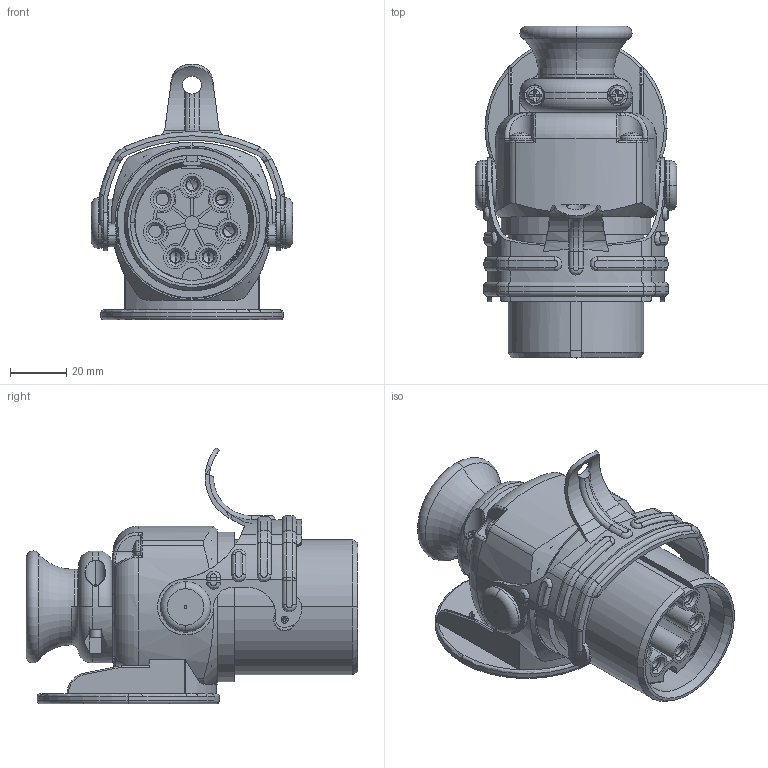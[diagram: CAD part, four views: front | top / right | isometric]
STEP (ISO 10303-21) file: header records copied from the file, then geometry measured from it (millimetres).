
FILE_DESCRIPTION((''),'2;1');
FILE_NAME('241006_SW0001','2021-04-19T16:14:24',('teru'),(''),'CREO PARAMETRIC BY PTC INC, 2017380','CREO PARAMETRIC BY PTC INC, 2017380','');
FILE_SCHEMA(('CONFIG_CONTROL_DESIGN'));
Length unit declared in the file: millimetre
Products named in the file (1): 241006_SW0001
Bounding box: 71.8 x 118.4 x 91.31 mm (x, y, z)
Volume: 200599.4 mm3; surface area: 80442 mm2
Topology: 4 solids, 27 shells, 2848 faces, 7523 edges, 4814 vertices
Faces by surface type: plane 1822, cylinder 573, torus 171, cone 132, extrusion 64, bspline 58, sphere 28
Entity records: 96676 total; most frequent: CARTESIAN_POINT 26406, ORIENTED_EDGE 14998, DIRECTION 14036, EDGE_CURVE 7499, VECTOR 5162, LINE 5098, VERTEX_POINT 4814, AXIS2_PLACEMENT_3D 4437
